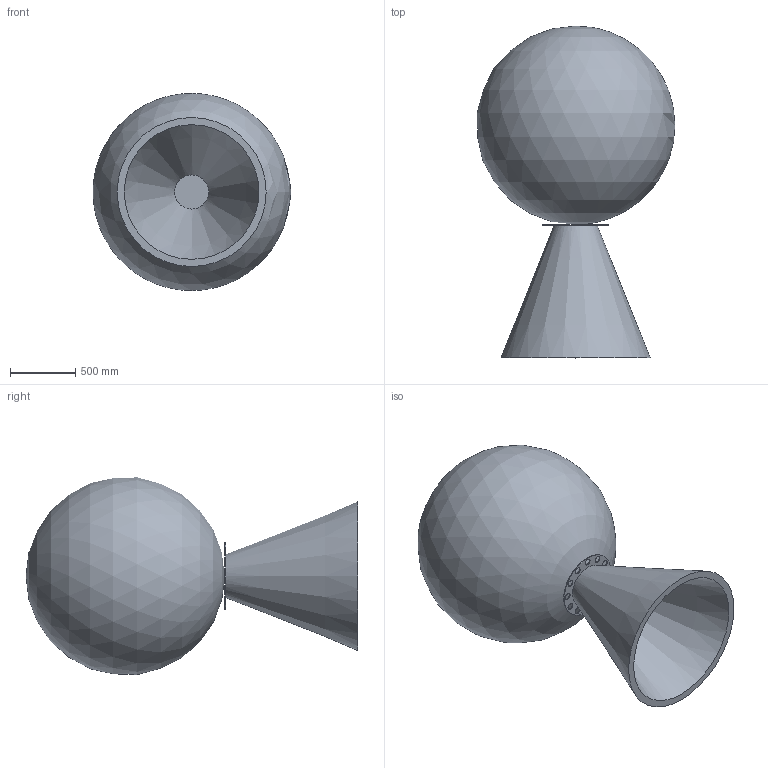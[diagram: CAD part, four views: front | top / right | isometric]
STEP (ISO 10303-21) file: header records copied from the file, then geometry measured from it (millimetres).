
FILE_DESCRIPTION(/* description */ (''),/* implementation_level */ '2;1');
FILE_NAME(/* name */ 'RetrogradeRockets.stp',/* time_stamp */ '2019-10-07T13:50:49-04:00',/* author */ (''),/* organization */ (''),/* preprocessor_version */ 'ST-DEVELOPER v16.7',/* originating_system */ 'SIEMENS PLM Software NX 1872',/* authorisation */ '');
FILE_SCHEMA (('AUTOMOTIVE_DESIGN { 1 0 10303 214 3 1 1 1 }'));
Length unit declared in the file: inch
Products named in the file (1): RetrogradeRockets
Bounding box: 1518.44 x 2546.35 x 1512.89 mm (x, y, z)
Volume: 1975870972.7 mm3; surface area: 12648226.3 mm2
Topology: 3 solids, 3 shells, 21 faces, 49 edges, 33 vertices
Faces by surface type: cylinder 13, plane 5, cone 2, sphere 1
Full cylindrical faces by diameter (mm): 51.156 x12, 508 x1
Entity records: 602 total; most frequent: DIRECTION 104, CARTESIAN_POINT 83, EDGE_LOOP 60, ORIENTED_EDGE 60, FACE_BOUND 59, AXIS2_PLACEMENT_3D 52, VERTEX_POINT 31, EDGE_CURVE 30
